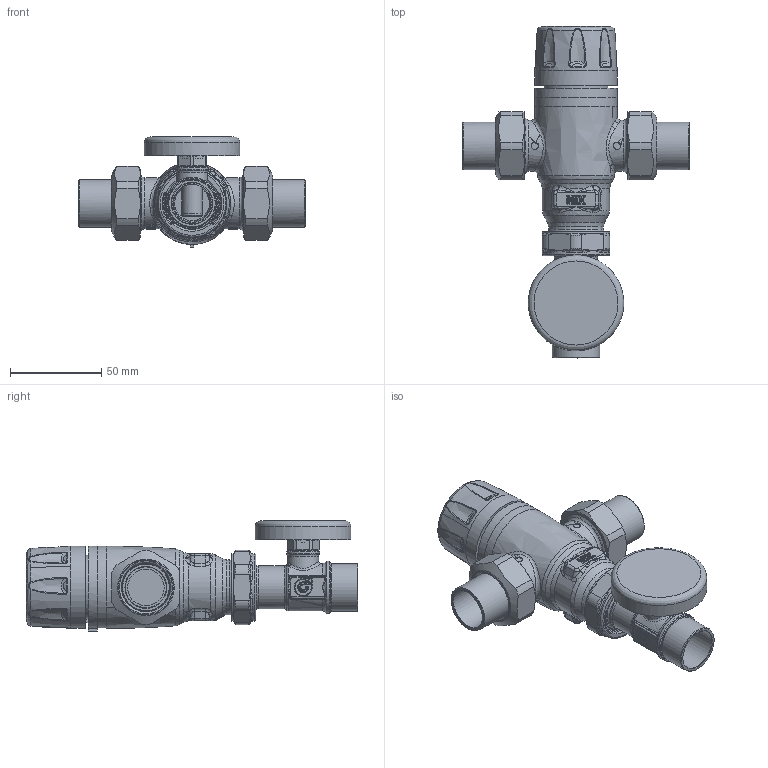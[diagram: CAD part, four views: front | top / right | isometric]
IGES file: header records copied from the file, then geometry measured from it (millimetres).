
Global section: file name: 521519A; native system: Autodesk Inventor 2024; preprocessor: unknown; author: ischreiner; date: 20250612.152342; units: inch
Bounding box: 124 x 181.55 x 60.36 mm (x, y, z)
Volume: 252546.4 mm3; surface area: 64593.5 mm2
Topology: 9 solids, 9 shells, 1724 faces, 4026 edges, 2208 vertices
Faces by surface type: bspline 1724
